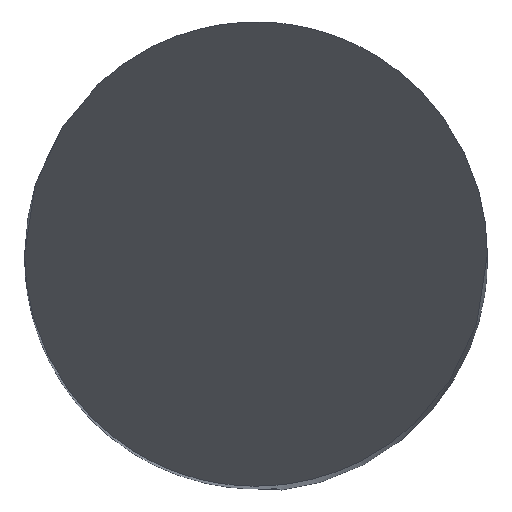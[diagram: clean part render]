
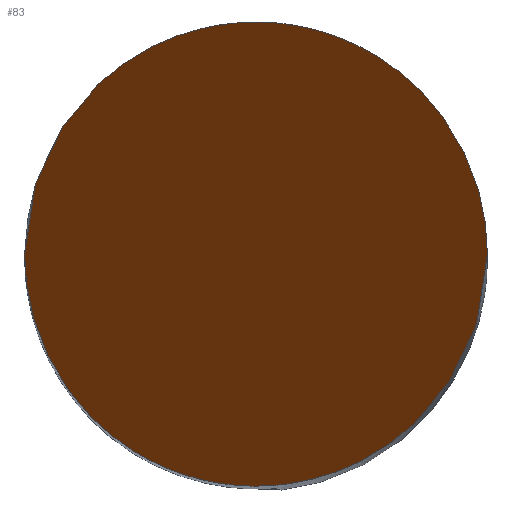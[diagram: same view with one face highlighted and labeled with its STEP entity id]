
A CAD part, top view. The second image highlights one B-rep face of the part: STEP entity #83.
In plain terms, the highlighted planar face has unit normal (0, -0.866, 0.5).
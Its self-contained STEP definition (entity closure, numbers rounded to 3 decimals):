
#68=PLANE('',#585);
#83=ADVANCED_FACE('',(#120),#68,.F.);
#120=FACE_OUTER_BOUND('',#149,.T.);
#149=EDGE_LOOP('',(#302,#303));
#302=ORIENTED_EDGE('',*,*,#452,.F.);
#303=ORIENTED_EDGE('',*,*,#471,.F.);
#401=VERTEX_POINT('',#739);
#402=VERTEX_POINT('',#740);
#452=EDGE_CURVE('',#401,#402,#536,.T.);
#471=EDGE_CURVE('',#402,#401,#539,.T.);
#536=(
BOUNDED_CURVE()
B_SPLINE_CURVE(3,(#735,#736,#737,#738),.UNSPECIFIED.,.F.,.F.)
B_SPLINE_CURVE_WITH_KNOTS((4,4),(0.,1.),.UNSPECIFIED.)
CURVE()
GEOMETRIC_REPRESENTATION_ITEM()
RATIONAL_B_SPLINE_CURVE((1.,0.333,0.333,1.))
REPRESENTATION_ITEM('')
);
#539=(
BOUNDED_CURVE()
B_SPLINE_CURVE(3,(#874,#875,#876,#877),.UNSPECIFIED.,.F.,.F.)
B_SPLINE_CURVE_WITH_KNOTS((4,4),(0.,1.),.UNSPECIFIED.)
CURVE()
GEOMETRIC_REPRESENTATION_ITEM()
RATIONAL_B_SPLINE_CURVE((1.,0.333,0.333,1.))
REPRESENTATION_ITEM('')
);
#585=AXIS2_PLACEMENT_3D('',#992,#648,#649);
#648=DIRECTION('',(0.,0.866,-0.5));
#649=DIRECTION('',(0.,-0.5,-0.866));
#735=CARTESIAN_POINT('',(-2.5,0.,0.));
#736=CARTESIAN_POINT('',(-2.5,5.,8.66));
#737=CARTESIAN_POINT('',(2.5,5.,8.66));
#738=CARTESIAN_POINT('',(2.5,0.,0.));
#739=CARTESIAN_POINT('',(-2.5,0.,0.));
#740=CARTESIAN_POINT('',(2.5,0.,0.));
#874=CARTESIAN_POINT('',(2.5,0.,0.));
#875=CARTESIAN_POINT('',(2.5,-5.,-8.66));
#876=CARTESIAN_POINT('',(-2.5,-5.,-8.66));
#877=CARTESIAN_POINT('',(-2.5,0.,0.));
#992=CARTESIAN_POINT('',(2.5,2.5,4.33));
